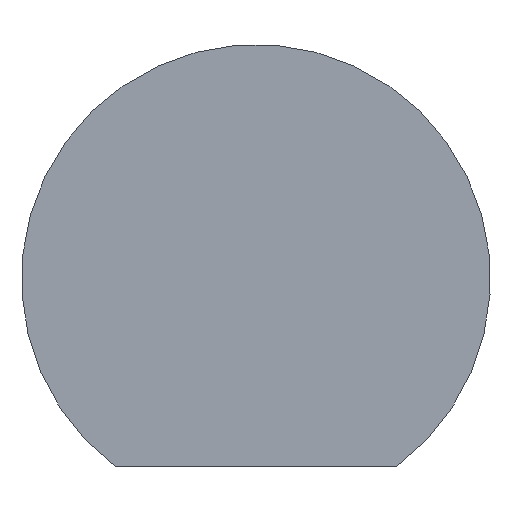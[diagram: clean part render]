
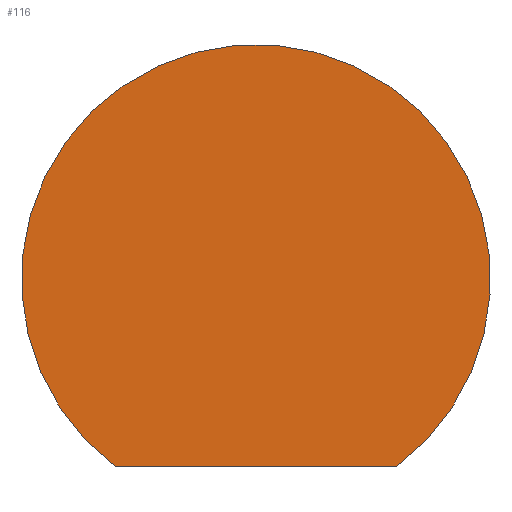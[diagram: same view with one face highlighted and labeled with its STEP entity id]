
A CAD part, front view. The second image highlights one B-rep face of the part: STEP entity #116.
In plain terms, the highlighted planar face has unit normal (0, -1, 0).
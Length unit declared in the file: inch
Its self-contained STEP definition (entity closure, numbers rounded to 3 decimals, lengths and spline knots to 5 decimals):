
#31 = CARTESIAN_POINT ( 'NONE',  ( 0., 0., 0. ) ) ;
#33 = CIRCLE ( 'NONE', #69, 0.125 ) ;
#35 = CARTESIAN_POINT ( 'NONE',  ( -0.075, 0., -0.1 ) ) ;
#38 = DIRECTION ( 'NONE',  ( 0., 0., 1. ) ) ;
#49 = VERTEX_POINT ( 'NONE', #166 ) ;
#54 = DIRECTION ( 'NONE',  ( 0., 0., 1. ) ) ;
#60 = AXIS2_PLACEMENT_3D ( 'NONE', #31, #156, #38 ) ;
#69 = AXIS2_PLACEMENT_3D ( 'NONE', #79, #167, #54 ) ;
#79 = CARTESIAN_POINT ( 'NONE',  ( 0., 0., 0. ) ) ;
#84 = EDGE_CURVE ( 'NONE', #170, #49, #146, .T. ) ;
#102 = PLANE ( 'NONE',  #60 ) ;
#105 = EDGE_CURVE ( 'NONE', #49, #170, #33, .T. ) ;
#116 = ADVANCED_FACE ( 'NONE', ( #142 ), #102, .F. ) ;
#125 = DIRECTION ( 'NONE',  ( -1., 0., 0. ) ) ;
#135 = CARTESIAN_POINT ( 'NONE',  ( 0.075, 0., -0.1 ) ) ;
#139 = EDGE_LOOP ( 'NONE', ( #173, #171 ) ) ;
#140 = VECTOR ( 'NONE', #125, 39.37008 ) ;
#142 = FACE_OUTER_BOUND ( 'NONE', #139, .T. ) ;
#146 = LINE ( 'NONE', #35, #140 ) ;
#156 = DIRECTION ( 'NONE',  ( 0., 1., 0. ) ) ;
#166 = CARTESIAN_POINT ( 'NONE',  ( -0.075, 0., -0.1 ) ) ;
#167 = DIRECTION ( 'NONE',  ( 0., 1., 0. ) ) ;
#170 = VERTEX_POINT ( 'NONE', #135 ) ;
#171 = ORIENTED_EDGE ( 'NONE', *, *, #84, .F. ) ;
#173 = ORIENTED_EDGE ( 'NONE', *, *, #105, .F. ) ;
